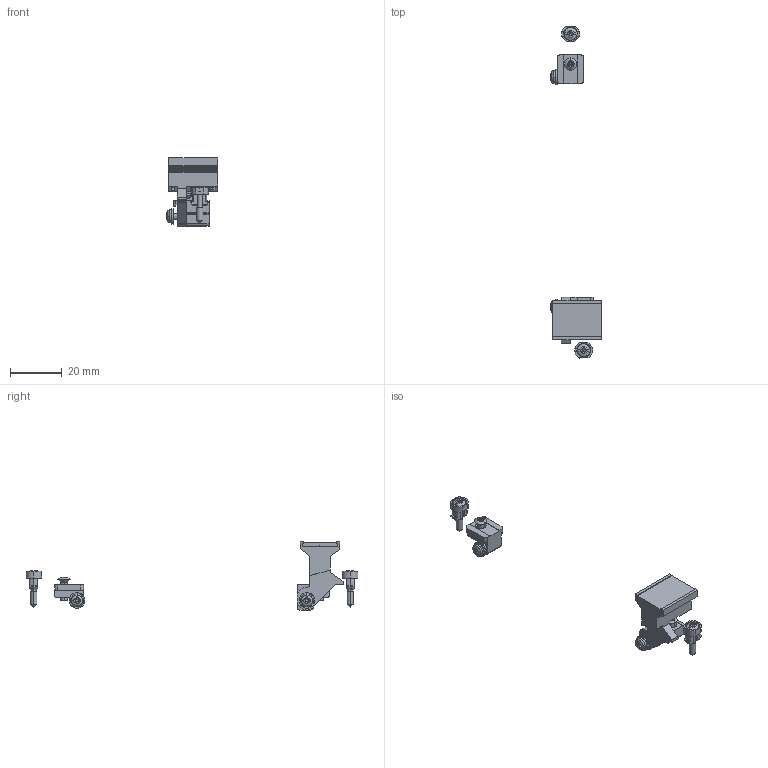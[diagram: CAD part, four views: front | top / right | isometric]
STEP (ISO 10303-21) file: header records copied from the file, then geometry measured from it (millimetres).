
FILE_DESCRIPTION(('CATIA V6 STEP','CAx-IF Rec.Pracs.--- Model Styling and Organization---1.5--- 2016-08-15','CAx-IF Rec.Pracs.---Supplemental Geometry---1.0---2011-11-01','CAx-IF Rec.Pracs.--- Composite Materials ---3.4---2017-06-13','CAx-IF Rec.Pracs.---Tessellated 3D Geometry---1.0---2015-12-17'),'2;1');
FILE_NAME('20817443 Hardware Only.stp','2021-03-31T21:12:24+00:00',('none'),('none'),'3DEXPERIENCE Platform3DEXPERIENCE R2021x HotFix 5.12','3DEXPERIENCE Platform STEP AP242 v2','none');
FILE_SCHEMA(('AP242_MANAGED_MODEL_BASED_3D_ENGINEERING_MIM_LF {1 0 10303 442 1 1 4}'));
Length unit declared in the file: millimetre
Products named in the file (1): 20817443_1
Bounding box: 19.84 x 128.4 x 26.3 mm (x, y, z)
Volume: 3415.6 mm3; surface area: 5443 mm2
Topology: 13 solids, 15 shells, 758 faces, 2086 edges, 1351 vertices
Faces by surface type: plane 404, cylinder 270, cone 62, sphere 14, torus 4, revolution 4
Entity records: 26598 total; most frequent: CARTESIAN_POINT 9590, ORIENTED_EDGE 4140, DIRECTION 2456, EDGE_CURVE 2070, VERTEX_POINT 1351, VECTOR 1103, LINE 1103, AXIS2_PLACEMENT_3D 844
